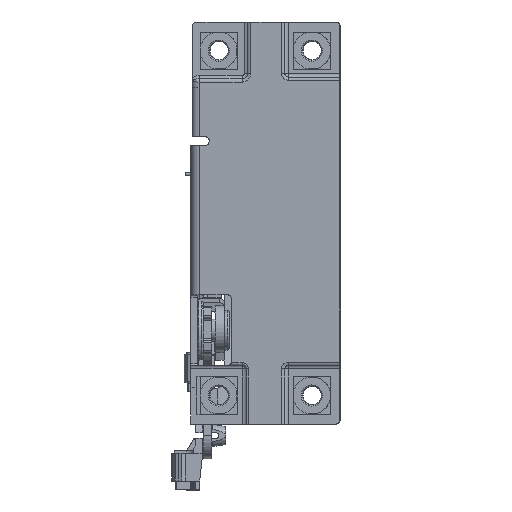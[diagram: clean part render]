
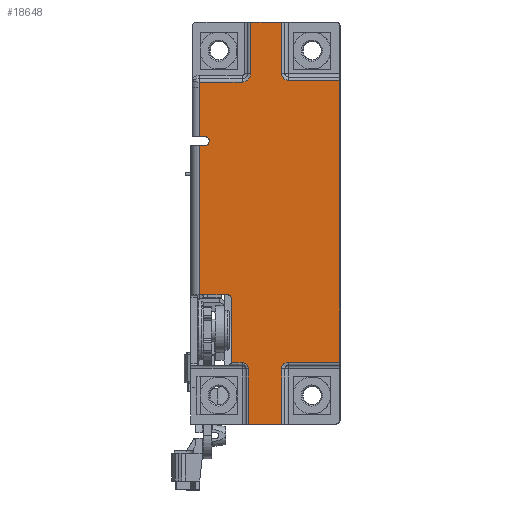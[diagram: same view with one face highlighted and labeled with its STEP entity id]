
A CAD part, front view. The second image highlights one B-rep face of the part: STEP entity #18648.
In plain terms, the highlighted planar face has unit normal (-0.052, -0.999, 0).
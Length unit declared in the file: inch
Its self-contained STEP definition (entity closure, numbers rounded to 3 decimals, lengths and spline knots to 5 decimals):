
#461=ELLIPSE('',#19872,0.06259,0.0625);
#916=PLANE('',#19870);
#1705=FACE_OUTER_BOUND('',#2677,.T.);
#2677=EDGE_LOOP('',(#15220,#15221,#15222,#15223,#15224,#15225,#15226,#15227,
#15228,#15229,#15230,#15231,#15232,#15233,#15234,#15235,#15236,#15237,#15238,
#15239,#15240,#15241,#15242,#15243,#15244));
#4381=LINE('',#30300,#6220);
#4387=LINE('',#30345,#6226);
#4389=LINE('',#30355,#6228);
#4391=LINE('',#30366,#6230);
#4395=LINE('',#30393,#6234);
#4398=LINE('',#30408,#6237);
#4406=LINE('',#30446,#6245);
#4415=LINE('',#30564,#6254);
#4416=LINE('',#30571,#6255);
#4419=LINE('',#30588,#6258);
#4420=LINE('',#30591,#6259);
#4421=LINE('',#30593,#6260);
#4422=LINE('',#30597,#6261);
#4423=LINE('',#30598,#6262);
#4424=LINE('',#30600,#6263);
#4425=LINE('',#30602,#6264);
#4426=LINE('',#30606,#6265);
#4427=LINE('',#30607,#6266);
#6220=VECTOR('',#23511,0.3937);
#6226=VECTOR('',#23527,0.3937);
#6228=VECTOR('',#23539,0.3937);
#6230=VECTOR('',#23553,0.3937);
#6234=VECTOR('',#23573,0.3937);
#6237=VECTOR('',#23590,0.3937);
#6245=VECTOR('',#23618,0.3937);
#6254=VECTOR('',#23653,0.06);
#6255=VECTOR('',#23664,0.06);
#6258=VECTOR('',#23671,0.125);
#6259=VECTOR('',#23674,0.3937);
#6260=VECTOR('',#23675,0.3937);
#6261=VECTOR('',#23678,0.3937);
#6262=VECTOR('',#23679,0.3937);
#6263=VECTOR('',#23680,0.125);
#6264=VECTOR('',#23681,0.3937);
#6265=VECTOR('',#23684,0.3937);
#6266=VECTOR('',#23685,0.3937);
#6943=CIRCLE('',#19807,0.06);
#6944=CIRCLE('',#19810,0.06);
#6951=CIRCLE('',#19823,0.08319);
#6960=CIRCLE('',#19837,0.09125);
#6977=CIRCLE('',#19865,0.11542);
#6980=CIRCLE('',#19871,0.09125);
#8474=VERTEX_POINT('',#30292);
#8475=VERTEX_POINT('',#30293);
#8476=VERTEX_POINT('',#30298);
#8479=VERTEX_POINT('',#30313);
#8482=VERTEX_POINT('',#30344);
#8483=VERTEX_POINT('',#30351);
#8485=VERTEX_POINT('',#30354);
#8488=VERTEX_POINT('',#30361);
#8492=VERTEX_POINT('',#30389);
#8494=VERTEX_POINT('',#30392);
#8497=VERTEX_POINT('',#30399);
#8499=VERTEX_POINT('',#30405);
#8510=VERTEX_POINT('',#30444);
#8522=VERTEX_POINT('',#30555);
#8523=VERTEX_POINT('',#30563);
#8524=VERTEX_POINT('',#30567);
#8528=VERTEX_POINT('',#30586);
#8529=VERTEX_POINT('',#30590);
#8530=VERTEX_POINT('',#30592);
#8531=VERTEX_POINT('',#30594);
#8532=VERTEX_POINT('',#30596);
#8533=VERTEX_POINT('',#30599);
#8534=VERTEX_POINT('',#30601);
#8535=VERTEX_POINT('',#30603);
#8536=VERTEX_POINT('',#30605);
#10804=EDGE_CURVE('',#8474,#8475,#6943,.T.);
#10808=EDGE_CURVE('',#8476,#8475,#4381,.T.);
#10812=EDGE_CURVE('',#8476,#8479,#6944,.T.);
#10818=EDGE_CURVE('',#8474,#8482,#4387,.T.);
#10823=EDGE_CURVE('',#8485,#8483,#4389,.T.);
#10828=EDGE_CURVE('',#8488,#8485,#6951,.T.);
#10829=EDGE_CURVE('',#8479,#8488,#4391,.F.);
#10838=EDGE_CURVE('',#8494,#8492,#4395,.T.);
#10843=EDGE_CURVE('',#8497,#8494,#6960,.T.);
#10846=EDGE_CURVE('',#8499,#8497,#4398,.T.);
#10862=EDGE_CURVE('',#8510,#8492,#4406,.T.);
#10883=EDGE_CURVE('',#8523,#8522,#4415,.T.);
#10885=EDGE_CURVE('',#8524,#8523,#6977,.T.);
#10887=EDGE_CURVE('',#8510,#8524,#4416,.T.);
#10892=EDGE_CURVE('',#8522,#8528,#4419,.T.);
#10893=EDGE_CURVE('',#8529,#8483,#4420,.T.);
#10894=EDGE_CURVE('',#8529,#8530,#4421,.T.);
#10895=EDGE_CURVE('',#8530,#8531,#6980,.T.);
#10896=EDGE_CURVE('',#8531,#8532,#4422,.T.);
#10897=EDGE_CURVE('',#8499,#8532,#4423,.T.);
#10898=EDGE_CURVE('',#8528,#8533,#4424,.T.);
#10899=EDGE_CURVE('',#8534,#8533,#4425,.T.);
#10900=EDGE_CURVE('',#8535,#8534,#461,.T.);
#10901=EDGE_CURVE('',#8536,#8535,#4426,.T.);
#10902=EDGE_CURVE('',#8536,#8482,#4427,.T.);
#15220=ORIENTED_EDGE('',*,*,#10829,.T.);
#15221=ORIENTED_EDGE('',*,*,#10828,.T.);
#15222=ORIENTED_EDGE('',*,*,#10823,.T.);
#15223=ORIENTED_EDGE('',*,*,#10893,.F.);
#15224=ORIENTED_EDGE('',*,*,#10894,.T.);
#15225=ORIENTED_EDGE('',*,*,#10895,.T.);
#15226=ORIENTED_EDGE('',*,*,#10896,.T.);
#15227=ORIENTED_EDGE('',*,*,#10897,.F.);
#15228=ORIENTED_EDGE('',*,*,#10846,.T.);
#15229=ORIENTED_EDGE('',*,*,#10843,.T.);
#15230=ORIENTED_EDGE('',*,*,#10838,.T.);
#15231=ORIENTED_EDGE('',*,*,#10862,.F.);
#15232=ORIENTED_EDGE('',*,*,#10887,.T.);
#15233=ORIENTED_EDGE('',*,*,#10885,.T.);
#15234=ORIENTED_EDGE('',*,*,#10883,.T.);
#15235=ORIENTED_EDGE('',*,*,#10892,.T.);
#15236=ORIENTED_EDGE('',*,*,#10898,.T.);
#15237=ORIENTED_EDGE('',*,*,#10899,.F.);
#15238=ORIENTED_EDGE('',*,*,#10900,.F.);
#15239=ORIENTED_EDGE('',*,*,#10901,.F.);
#15240=ORIENTED_EDGE('',*,*,#10902,.T.);
#15241=ORIENTED_EDGE('',*,*,#10818,.F.);
#15242=ORIENTED_EDGE('',*,*,#10804,.T.);
#15243=ORIENTED_EDGE('',*,*,#10808,.F.);
#15244=ORIENTED_EDGE('',*,*,#10812,.T.);
#18648=ADVANCED_FACE('',(#1705),#916,.F.);
#19807=AXIS2_PLACEMENT_3D('',#30294,#23504,#23505);
#19810=AXIS2_PLACEMENT_3D('',#30324,#23515,#23516);
#19823=AXIS2_PLACEMENT_3D('',#30364,#23549,#23550);
#19837=AXIS2_PLACEMENT_3D('',#30402,#23583,#23584);
#19865=AXIS2_PLACEMENT_3D('',#30568,#23658,#23659);
#19870=AXIS2_PLACEMENT_3D('',#30589,#23672,#23673);
#19871=AXIS2_PLACEMENT_3D('',#30595,#23676,#23677);
#19872=AXIS2_PLACEMENT_3D('',#30604,#23682,#23683);
#23504=DIRECTION('center_axis',(0.052,0.999,0.));
#23505=DIRECTION('ref_axis',(0.706,-0.037,0.707));
#23511=DIRECTION('',(0.,0.,1.));
#23515=DIRECTION('center_axis',(0.052,0.999,0.));
#23516=DIRECTION('ref_axis',(0.706,-0.037,-0.707));
#23527=DIRECTION('',(-0.999,0.052,0.));
#23539=DIRECTION('',(0.,0.,-1.));
#23549=DIRECTION('center_axis',(0.052,0.999,0.));
#23550=DIRECTION('ref_axis',(0.706,-0.037,0.707));
#23553=DIRECTION('',(-0.999,0.052,0.));
#23573=DIRECTION('',(0.,0.,1.));
#23583=DIRECTION('center_axis',(0.052,0.999,0.));
#23584=DIRECTION('ref_axis',(-0.706,0.037,-0.707));
#23590=DIRECTION('',(-0.999,0.052,0.));
#23618=DIRECTION('',(0.999,-0.052,0.));
#23653=DIRECTION('',(-0.999,0.052,0.));
#23658=DIRECTION('center_axis',(0.052,0.999,0.));
#23659=DIRECTION('ref_axis',(-0.706,0.037,0.707));
#23664=DIRECTION('',(0.,0.,-1.));
#23671=DIRECTION('',(0.,0.,-1.));
#23672=DIRECTION('center_axis',(0.052,0.999,0.));
#23673=DIRECTION('ref_axis',(0.,0.,1.));
#23674=DIRECTION('',(-0.999,0.052,0.));
#23675=DIRECTION('',(0.,0.,1.));
#23676=DIRECTION('center_axis',(0.052,0.999,0.));
#23677=DIRECTION('ref_axis',(-0.706,0.037,0.707));
#23678=DIRECTION('',(0.999,-0.052,0.));
#23679=DIRECTION('',(0.,0.,-1.));
#23680=DIRECTION('',(0.,0.,-1.));
#23681=DIRECTION('',(-0.999,0.052,0.));
#23682=DIRECTION('center_axis',(-0.052,-0.999,
0.));
#23683=DIRECTION('ref_axis',(-0.999,0.052,0.));
#23684=DIRECTION('',(0.999,-0.052,0.));
#23685=DIRECTION('',(0.,0.,-1.));
#30292=CARTESIAN_POINT('',(-0.51067,-0.97564,-0.9625));
#30293=CARTESIAN_POINT('',(-0.45075,-0.97878,-1.0225));
#30294=CARTESIAN_POINT('Origin',(-0.51067,-0.97564,
-1.0225));
#30298=CARTESIAN_POINT('',(-0.45075,-0.97878,-1.8525));
#30300=CARTESIAN_POINT('',(-0.45075,-0.97878,-0.48125));
#30313=CARTESIAN_POINT('',(-0.4546,-0.97858,-1.87366));
#30324=CARTESIAN_POINT('Origin',(-0.51067,-0.97564,
-1.8525));
#30344=CARTESIAN_POINT('',(-0.88154,-0.95621,-0.9625));
#30345=CARTESIAN_POINT('',(-0.12369,-0.99593,-0.9625));
#30351=CARTESIAN_POINT('',(-0.22758,-0.99048,-2.69685));
#30354=CARTESIAN_POINT('',(-0.22758,-0.99048,-1.95685));
#30355=CARTESIAN_POINT('',(-0.22758,-0.99048,-0.94843));
#30361=CARTESIAN_POINT('',(-0.31066,-0.98613,-1.87366));
#30364=CARTESIAN_POINT('Origin',(-0.31066,-0.98613,-1.95685));
#30366=CARTESIAN_POINT('',(-0.00137,-1.00234,-1.87366));
#30389=CARTESIAN_POINT('',(0.21737,-1.0138,2.69685));
#30392=CARTESIAN_POINT('',(0.21737,-1.0138,2.00685));
#30393=CARTESIAN_POINT('',(0.21737,-1.0138,0.97343));
#30399=CARTESIAN_POINT('',(0.30849,-1.01858,1.9156));
#30402=CARTESIAN_POINT('Origin',(0.30849,-1.01858,2.00685));
#30405=CARTESIAN_POINT('',(0.99726,-1.05467,1.9156));
#30408=CARTESIAN_POINT('',(0.99726,-1.05467,1.9156));
#30444=CARTESIAN_POINT('',(-0.1954,-0.99217,2.69685));
#30446=CARTESIAN_POINT('',(-1.,-0.95,2.69685));
#30555=CARTESIAN_POINT('',(-0.88495,-0.95603,1.89143));
#30563=CARTESIAN_POINT('',(-0.31066,-0.98613,1.89143));
#30564=CARTESIAN_POINT('',(-0.25074,-0.98927,1.89143));
#30567=CARTESIAN_POINT('',(-0.1954,-0.99217,2.00685));
#30568=CARTESIAN_POINT('Origin',(-0.31066,-0.98613,2.00685));
#30571=CARTESIAN_POINT('',(-0.1954,-0.99217,2.69685));
#30586=CARTESIAN_POINT('',(-0.88495,-0.95603,1.82185));
#30588=CARTESIAN_POINT('',(-0.88495,-0.95603,1.13341));
#30589=CARTESIAN_POINT('Origin',(0.99726,-1.05467,0.));
#30590=CARTESIAN_POINT('',(0.21737,-1.0138,-2.69685));
#30591=CARTESIAN_POINT('',(-1.,-0.95,-2.69685));
#30592=CARTESIAN_POINT('',(0.21737,-1.0138,-1.95685));
#30593=CARTESIAN_POINT('',(0.21737,-1.0138,-1.34843));
#30594=CARTESIAN_POINT('',(0.30849,-1.01858,-1.8656));
#30595=CARTESIAN_POINT('Origin',(0.30849,-1.01858,-1.95685));
#30596=CARTESIAN_POINT('',(0.99726,-1.05467,-1.8656));
#30597=CARTESIAN_POINT('',(0.62292,-1.03505,-1.8656));
#30598=CARTESIAN_POINT('',(0.99726,-1.05467,0.));
#30599=CARTESIAN_POINT('',(-0.88495,-0.95603,1.16235));
#30600=CARTESIAN_POINT('',(-0.88495,-0.95603,0.91093));
#30601=CARTESIAN_POINT('',(-0.815,-0.9597,1.16235));
#30602=CARTESIAN_POINT('',(0.08853,-1.00705,1.16235));
#30603=CARTESIAN_POINT('',(-0.815,-0.9597,1.03735));
#30604=CARTESIAN_POINT('Origin',(-0.815,-0.9597,
1.09985));
#30605=CARTESIAN_POINT('',(-0.88154,-0.95621,1.03735));
#30606=CARTESIAN_POINT('',(-0.00024,-1.0024,1.03735));
#30607=CARTESIAN_POINT('',(-0.88154,-0.95621,0.));
